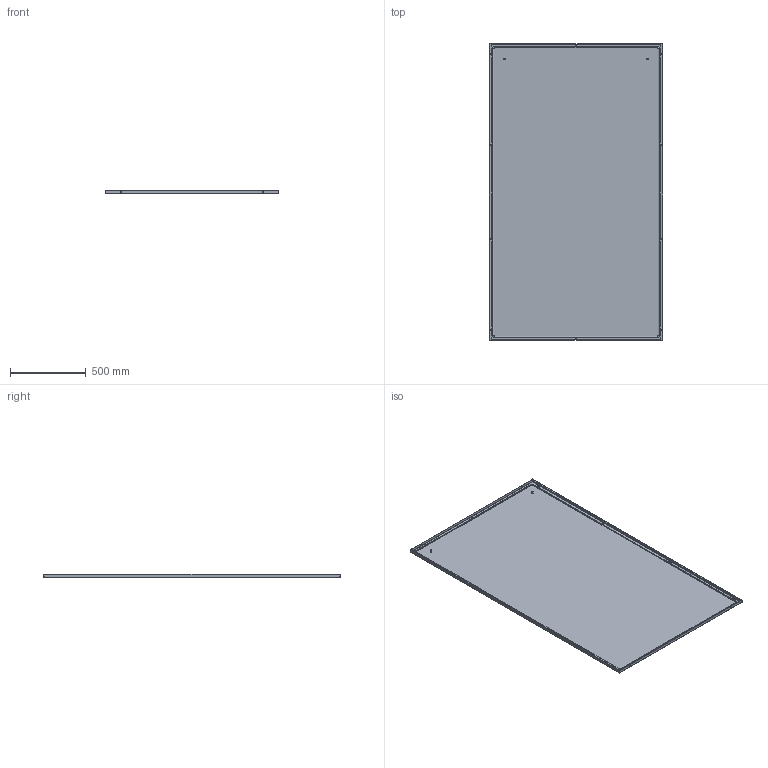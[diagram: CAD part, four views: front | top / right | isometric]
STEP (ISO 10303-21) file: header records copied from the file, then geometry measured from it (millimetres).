
FILE_DESCRIPTION (( 'STEP AP203' ), '1' );
FILE_NAME ('R5LE20122.step', '2011-02-16T13:29:18', ( 'User' ), ( 'DKC' ), 'SwSTEP 2.0', 'SolidWorks 2010', '' );
FILE_SCHEMA (( 'CONFIG_CONTROL_DESIGN' ));
Length unit declared in the file: millimetre
Products named in the file (5): end-cap; land; sealant for laterale per quadro_2000x1200; Side_Panels_2000x1200; R5LE20122
Assembly tree (6 placements, depth 2):
  R5LE20122
    end-cap  x2
    Side_Panels_2000x1200
    sealant for laterale per quadro_2000x1200
    land  x2
Bounding box: 1146 x 1961 x 21.5 mm (x, y, z)
Volume: 3733240.3 mm3; surface area: 4925203.5 mm2
Topology: 8 solids, 8 shells, 910 faces, 2597 edges, 1704 vertices
Faces by surface type: bspline 570, cylinder 225, plane 103, torus 12
Entity records: 26427 total; most frequent: CARTESIAN_POINT 15328, ORIENTED_EDGE 2976, EDGE_CURVE 1488, DIRECTION 1186, VERTEX_POINT 965, B_SPLINE_CURVE_WITH_KNOTS 711, EDGE_LOOP 563, ADVANCED_FACE 533
